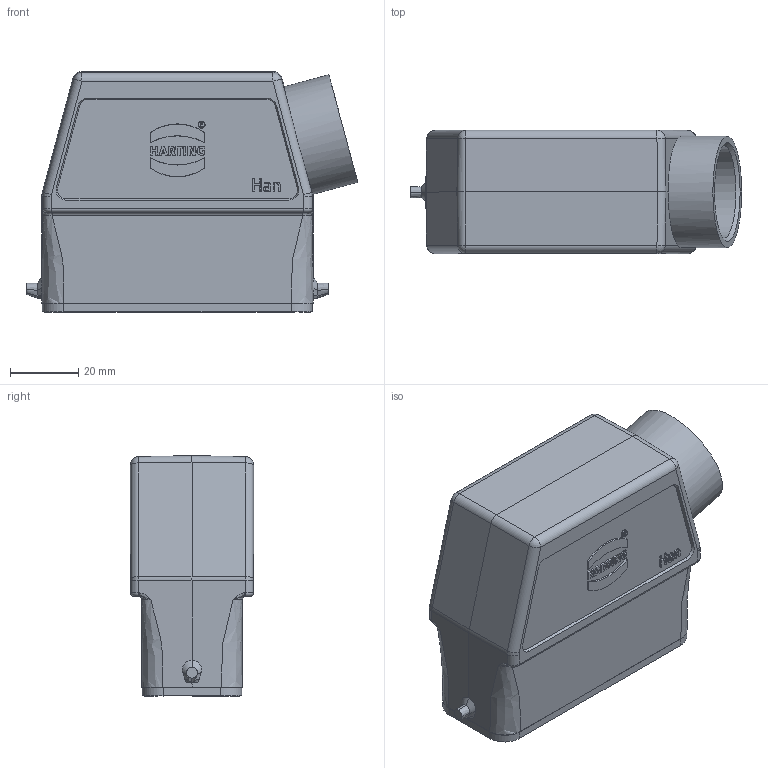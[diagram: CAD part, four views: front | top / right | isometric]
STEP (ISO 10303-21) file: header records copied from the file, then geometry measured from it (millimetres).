
FILE_DESCRIPTION(/* description */ (''),/* implementation_level */ '2;1');
FILE_NAME(/* name */ '100767046ugm000_a.stp',/* time_stamp */ '2018-08-09T17:00:20+02:00',/* author */ (''),/* organization */ (''),/* preprocessor_version */ 'ST-DEVELOPER v16.7',/* originating_system */ 'SIEMENS PLM Software NX 12.0',/* authorisation */ '');
FILE_SCHEMA (('AUTOMOTIVE_DESIGN { 1 0 10303 214 3 1 1 1 }'));
Length unit declared in the file: millimetre
Products named in the file (1): 100767046ugm000_a
Bounding box: 96.81 x 36 x 70.3 mm (x, y, z)
Volume: 68495.8 mm3; surface area: 33452.9 mm2
Topology: 1 solids, 1 shells, 381 faces, 1507 edges, 1705 vertices
Faces by surface type: plane 181, bspline 94, cylinder 79, cone 19, sphere 4, torus 4
Full cylindrical faces by diameter (mm): 2.74 x4, 24 x1, 26.9 x1, 32.5 x1
Entity records: 19345 total; most frequent: CARTESIAN_POINT 6842, ORIENTED_EDGE 1836, DIRECTION 1682, EDGE_CURVE 918, PRESENTATION_STYLE_ASSIGNMENT 703, LINE 640, VECTOR 640, VERTEX_POINT 576
